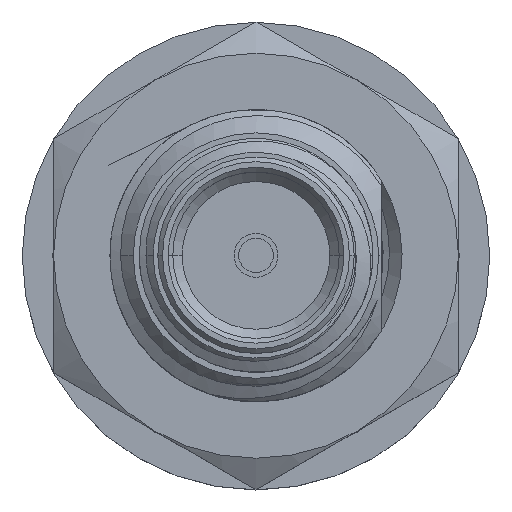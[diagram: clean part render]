
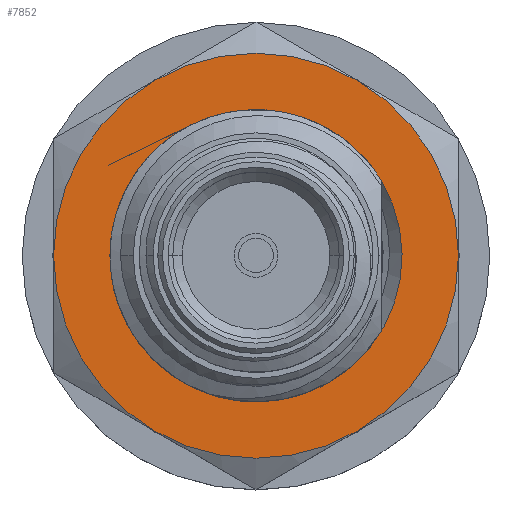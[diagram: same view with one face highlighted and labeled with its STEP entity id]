
A CAD part, top view. The second image highlights one B-rep face of the part: STEP entity #7852.
In plain terms, the highlighted planar face has unit normal (0, 0, 1).
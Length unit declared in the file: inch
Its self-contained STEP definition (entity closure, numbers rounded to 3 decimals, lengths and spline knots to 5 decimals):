
#188 = CARTESIAN_POINT ( 'NONE',  ( -0.19431, 0.07929, 0.014 ) ) ;
#708 = CARTESIAN_POINT ( 'NONE',  ( -0.0683, 0.14053, 0.014 ) ) ;
#816 = VERTEX_POINT ( 'NONE', #1354 ) ;
#976 = CIRCLE ( 'NONE', #3319, 0.21654 ) ;
#1354 = CARTESIAN_POINT ( 'NONE',  ( -0.10827, -0.18753, 0.014 ) ) ;
#1519 = EDGE_CURVE ( 'NONE', #816, #16746, #18243, .T. ) ;
#2110 = CARTESIAN_POINT ( 'NONE',  ( -0.069, 0.14019, 0.014 ) ) ;
#2244 = AXIS2_PLACEMENT_3D ( 'NONE', #14395, #18208, #3885 ) ;
#2308 = CIRCLE ( 'NONE', #8226, 0.15625 ) ;
#2567 = AXIS2_PLACEMENT_3D ( 'NONE', #4054, #4119, #21655 ) ;
#2928 = EDGE_CURVE ( 'NONE', #19834, #11882, #2308, .T. ) ;
#3037 = CARTESIAN_POINT ( 'NONE',  ( 0., 0., 0.014 ) ) ;
#3197 = CARTESIAN_POINT ( 'NONE',  ( -0.19431, 0.07929, 0.014 ) ) ;
#3231 = VERTEX_POINT ( 'NONE', #8003 ) ;
#3319 = AXIS2_PLACEMENT_3D ( 'NONE', #17787, #5757, #5599 ) ;
#3332 = FACE_BOUND ( 'NONE', #22208, .T. ) ;
#3402 = PLANE ( 'NONE',  #18442 ) ;
#3487 = CARTESIAN_POINT ( 'NONE',  ( 0.10827, 0.18753, 0.014 ) ) ;
#3797 = EDGE_CURVE ( 'NONE', #7266, #15659, #18190, .T. ) ;
#3833 = EDGE_CURVE ( 'NONE', #15659, #816, #19813, .T. ) ;
#3885 = DIRECTION ( 'NONE',  ( 1., 0., 0. ) ) ;
#3940 = EDGE_CURVE ( 'NONE', #11882, #8690, #13002, .T. ) ;
#4035 = DIRECTION ( 'NONE',  ( 0., 0., 1. ) ) ;
#4049 = DIRECTION ( 'NONE',  ( 0., 0., 1. ) ) ;
#4054 = CARTESIAN_POINT ( 'NONE',  ( 0., 0., 0.014 ) ) ;
#4119 = DIRECTION ( 'NONE',  ( 0., 0., 1. ) ) ;
#4178 = CARTESIAN_POINT ( 'NONE',  ( 0., 0., 0.014 ) ) ;
#4290 = DIRECTION ( 'NONE',  ( 0.437, -0.899, 0. ) ) ;
#4666 = DIRECTION ( 'NONE',  ( 0., 0., 1. ) ) ;
#4904 = ORIENTED_EDGE ( 'NONE', *, *, #12926, .F. ) ;
#5045 = CIRCLE ( 'NONE', #11574, 0.15625 ) ;
#5120 = LINE ( 'NONE', #9792, #18549 ) ;
#5277 = DIRECTION ( 'NONE',  ( 0., 0., 1. ) ) ;
#5298 = ORIENTED_EDGE ( 'NONE', *, *, #5836, .T. ) ;
#5599 = DIRECTION ( 'NONE',  ( 1., 0., 0. ) ) ;
#5658 = DIRECTION ( 'NONE',  ( 1., 0., 0. ) ) ;
#5661 = VERTEX_POINT ( 'NONE', #16479 ) ;
#5757 = DIRECTION ( 'NONE',  ( 0., 0., 1. ) ) ;
#5836 = EDGE_CURVE ( 'NONE', #3231, #17330, #11039, .T. ) ;
#6861 = ORIENTED_EDGE ( 'NONE', *, *, #19208, .F. ) ;
#7266 = VERTEX_POINT ( 'NONE', #19661 ) ;
#7552 = DIRECTION ( 'NONE',  ( 0., 0., 1. ) ) ;
#7810 = AXIS2_PLACEMENT_3D ( 'NONE', #18134, #4035, #21563 ) ;
#7852 = ADVANCED_FACE ( 'NONE', ( #18690, #3332 ), #3402, .T. ) ;
#8003 = CARTESIAN_POINT ( 'NONE',  ( -0.15824, 0.09682, 0.014 ) ) ;
#8226 = AXIS2_PLACEMENT_3D ( 'NONE', #12884, #4049, #14645 ) ;
#8690 = VERTEX_POINT ( 'NONE', #14062 ) ;
#8814 = DIRECTION ( 'NONE',  ( 0., 0., 1. ) ) ;
#9222 = EDGE_LOOP ( 'NONE', ( #10459, #19663, #20632, #11185, #22566, #15547 ) ) ;
#9370 = CARTESIAN_POINT ( 'NONE',  ( 0.21654, 0., 0.014 ) ) ;
#9387 = VECTOR ( 'NONE', #19053, 39.37008 ) ;
#9581 = VERTEX_POINT ( 'NONE', #3487 ) ;
#9792 = CARTESIAN_POINT ( 'NONE',  ( -0.18046, 0.14255, 0.014 ) ) ;
#10211 = EDGE_CURVE ( 'NONE', #11084, #9581, #17424, .T. ) ;
#10459 = ORIENTED_EDGE ( 'NONE', *, *, #13359, .T. ) ;
#10882 = CARTESIAN_POINT ( 'NONE',  ( -0.21654, 0., 0.014 ) ) ;
#10918 = AXIS2_PLACEMENT_3D ( 'NONE', #4178, #7552, #5658 ) ;
#11000 = ORIENTED_EDGE ( 'NONE', *, *, #15529, .T. ) ;
#11039 = LINE ( 'NONE', #3197, #9387 ) ;
#11084 = VERTEX_POINT ( 'NONE', #9370 ) ;
#11185 = ORIENTED_EDGE ( 'NONE', *, *, #3797, .T. ) ;
#11574 = AXIS2_PLACEMENT_3D ( 'NONE', #3037, #17081, #22157 ) ;
#11671 = AXIS2_PLACEMENT_3D ( 'NONE', #19509, #12581, #19584 ) ;
#11882 = VERTEX_POINT ( 'NONE', #20145 ) ;
#12335 = DIRECTION ( 'NONE',  ( 1., 0., 0. ) ) ;
#12581 = DIRECTION ( 'NONE',  ( 0., 0., 1. ) ) ;
#12884 = CARTESIAN_POINT ( 'NONE',  ( 0., 0., 0.014 ) ) ;
#12926 = EDGE_CURVE ( 'NONE', #3231, #5661, #5120, .T. ) ;
#13002 = CIRCLE ( 'NONE', #2244, 0.15625 ) ;
#13359 = EDGE_CURVE ( 'NONE', #16746, #11084, #976, .T. ) ;
#13411 = EDGE_CURVE ( 'NONE', #8690, #17330, #13884, .T. ) ;
#13884 = CIRCLE ( 'NONE', #2567, 0.15625 ) ;
#14062 = CARTESIAN_POINT ( 'NONE',  ( 0., 0.15625, 0.014 ) ) ;
#14066 = AXIS2_PLACEMENT_3D ( 'NONE', #15792, #5277, #12335 ) ;
#14343 = CARTESIAN_POINT ( 'NONE',  ( -0.15625, 0., 0.014 ) ) ;
#14364 = VERTEX_POINT ( 'NONE', #2110 ) ;
#14395 = CARTESIAN_POINT ( 'NONE',  ( 0., 0., 0.014 ) ) ;
#14645 = DIRECTION ( 'NONE',  ( 1., 0., 0. ) ) ;
#14947 = CARTESIAN_POINT ( 'NONE',  ( 0., 0., 0.014 ) ) ;
#14949 = ORIENTED_EDGE ( 'NONE', *, *, #3940, .F. ) ;
#15529 = EDGE_CURVE ( 'NONE', #14364, #5661, #17148, .T. ) ;
#15547 = ORIENTED_EDGE ( 'NONE', *, *, #1519, .T. ) ;
#15659 = VERTEX_POINT ( 'NONE', #10882 ) ;
#15792 = CARTESIAN_POINT ( 'NONE',  ( 0., 0., 0.014 ) ) ;
#16141 = EDGE_CURVE ( 'NONE', #9581, #7266, #19846, .T. ) ;
#16479 = CARTESIAN_POINT ( 'NONE',  ( -0.15824, 0.09682, 0.014 ) ) ;
#16746 = VERTEX_POINT ( 'NONE', #18209 ) ;
#17081 = DIRECTION ( 'NONE',  ( 0., 0., 1. ) ) ;
#17148 = LINE ( 'NONE', #188, #19329 ) ;
#17330 = VERTEX_POINT ( 'NONE', #708 ) ;
#17424 = CIRCLE ( 'NONE', #11671, 0.21654 ) ;
#17787 = CARTESIAN_POINT ( 'NONE',  ( 0., 0., 0.014 ) ) ;
#18134 = CARTESIAN_POINT ( 'NONE',  ( 0., 0., 0.014 ) ) ;
#18190 = CIRCLE ( 'NONE', #10918, 0.21654 ) ;
#18208 = DIRECTION ( 'NONE',  ( 0., 0., 1. ) ) ;
#18209 = CARTESIAN_POINT ( 'NONE',  ( 0.10827, -0.18753, 0.014 ) ) ;
#18243 = CIRCLE ( 'NONE', #20551, 0.21654 ) ;
#18442 = AXIS2_PLACEMENT_3D ( 'NONE', #19321, #8814, #20768 ) ;
#18549 = VECTOR ( 'NONE', #4290, 39.37008 ) ;
#18690 = FACE_OUTER_BOUND ( 'NONE', #9222, .T. ) ;
#19053 = DIRECTION ( 'NONE',  ( 0.899, 0.437, 0. ) ) ;
#19208 = EDGE_CURVE ( 'NONE', #14364, #19834, #5045, .T. ) ;
#19321 = CARTESIAN_POINT ( 'NONE',  ( -0.21654, 0.12502, 0.014 ) ) ;
#19329 = VECTOR ( 'NONE', #19443, 39.37008 ) ;
#19443 = DIRECTION ( 'NONE',  ( -0.899, -0.437, 0. ) ) ;
#19509 = CARTESIAN_POINT ( 'NONE',  ( 0., 0., 0.014 ) ) ;
#19584 = DIRECTION ( 'NONE',  ( 1., 0., 0. ) ) ;
#19661 = CARTESIAN_POINT ( 'NONE',  ( -0.10827, 0.18753, 0.014 ) ) ;
#19663 = ORIENTED_EDGE ( 'NONE', *, *, #10211, .T. ) ;
#19813 = CIRCLE ( 'NONE', #7810, 0.21654 ) ;
#19834 = VERTEX_POINT ( 'NONE', #14343 ) ;
#19846 = CIRCLE ( 'NONE', #14066, 0.21654 ) ;
#20145 = CARTESIAN_POINT ( 'NONE',  ( 0.05758, -0.14525, 0.014 ) ) ;
#20337 = DIRECTION ( 'NONE',  ( 1., 0., 0. ) ) ;
#20396 = ORIENTED_EDGE ( 'NONE', *, *, #2928, .F. ) ;
#20551 = AXIS2_PLACEMENT_3D ( 'NONE', #14947, #4666, #20337 ) ;
#20632 = ORIENTED_EDGE ( 'NONE', *, *, #16141, .T. ) ;
#20768 = DIRECTION ( 'NONE',  ( 1., 0., 0. ) ) ;
#21563 = DIRECTION ( 'NONE',  ( 1., 0., 0. ) ) ;
#21655 = DIRECTION ( 'NONE',  ( 1., 0., 0. ) ) ;
#22157 = DIRECTION ( 'NONE',  ( 1., 0., 0. ) ) ;
#22208 = EDGE_LOOP ( 'NONE', ( #4904, #5298, #22458, #14949, #20396, #6861, #11000 ) ) ;
#22458 = ORIENTED_EDGE ( 'NONE', *, *, #13411, .F. ) ;
#22566 = ORIENTED_EDGE ( 'NONE', *, *, #3833, .T. ) ;
